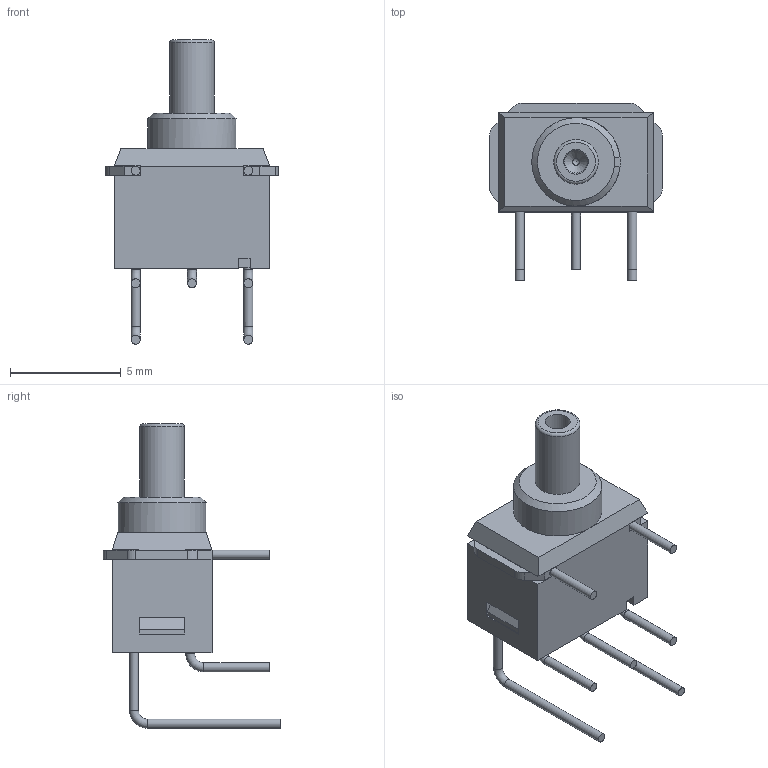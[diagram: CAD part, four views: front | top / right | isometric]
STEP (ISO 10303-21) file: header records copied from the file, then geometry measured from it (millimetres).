
FILE_DESCRIPTION( ( 'STEP AP214' ), ' ' );
FILE_NAME( 'GB15JHF.stp', '2016-10-10T18:29:29', ( '' ), ( '' ), ' ', 'PARTsolutions', ' ' );
FILE_SCHEMA( ( 'AUTOMOTIVE_DESIGN { 1 0 10303 214 1 1 1 1 }' ) );
Length unit declared in the file: inch
Products named in the file (5): GB15JHF; _GBP-body; _G1H-th; _GBH-trmnls; _GBF-illumin_plunger
Assembly tree (4 placements, depth 2):
  GB15JHF
    _GBP-body
    _G1H-th
    _GBH-trmnls
    _GBF-illumin_plunger
Bounding box: 7.8 x 8 x 13.72 mm (x, y, z)
Volume: 197.9 mm3; surface area: 372.2 mm2
Topology: 4 solids, 4 shells, 137 faces, 350 edges, 224 vertices
Faces by surface type: plane 101, cylinder 26, torus 7, cone 2, sphere 1
Full cylindrical faces by diameter (mm): 0.406 x12, 1.118 x1, 2.007 x2, 3.988 x1
Entity records: 5080 total; most frequent: CARTESIAN_POINT 690, DIRECTION 662, ORIENTED_EDGE 634, EDGE_CURVE 317, LINE 248, VECTOR 248, VERTEX_POINT 217, AXIS2_PLACEMENT_3D 207
